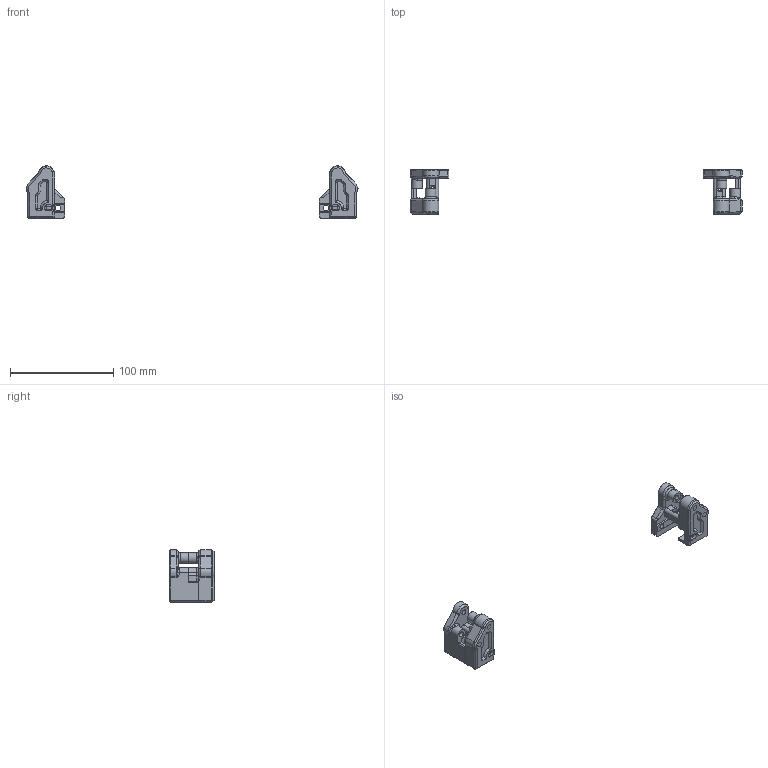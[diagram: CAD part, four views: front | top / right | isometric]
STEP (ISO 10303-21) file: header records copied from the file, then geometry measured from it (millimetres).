
FILE_DESCRIPTION(/* description */ (''),/* implementation_level */ '2;1');
FILE_NAME(/* name */ 'Part1139.stp',/* time_stamp */ '2022-12-18T10:01:24+01:00',/* author */ ('Sompedroo'),/* organization */ (''),/* preprocessor_version */ 'ST-DEVELOPER v19',/* originating_system */ 'Autodesk Inventor 2023',/* authorisation */ '');
FILE_SCHEMA (('AUTOMOTIVE_DESIGN { 1 0 10303 214 3 1 1 }'));
Length unit declared in the file: millimetre
Products named in the file (1): Part1139
Bounding box: 322.13 x 43 x 50.72 mm (x, y, z)
Volume: 58360.9 mm3; surface area: 25194 mm2
Topology: 4 solids, 4 shells, 528 faces, 1347 edges, 817 vertices
Faces by surface type: plane 320, cylinder 105, cone 50, torus 29, bspline 20, sphere 4
Full cylindrical faces by diameter (mm): 3.4 x2, 5.1 x4, 5.2 x9, 5.5 x4, 6.2 x2, 9.3 x4, 10 x4, 10.2 x2
Entity records: 16436 total; most frequent: CARTESIAN_POINT 3629, DIRECTION 2680, ORIENTED_EDGE 2654, EDGE_CURVE 1327, AXIS2_PLACEMENT_3D 908, LINE 864, VECTOR 864, VERTEX_POINT 817
